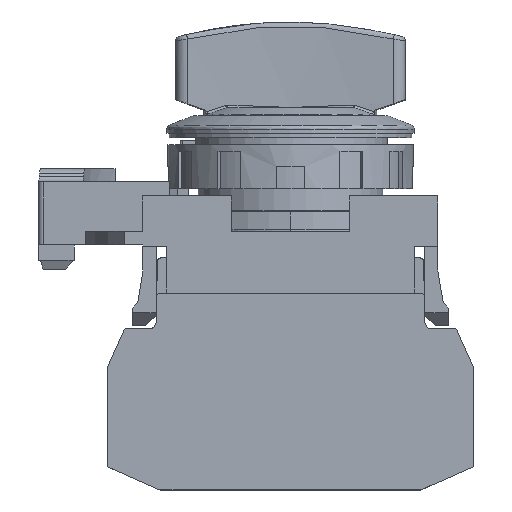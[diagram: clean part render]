
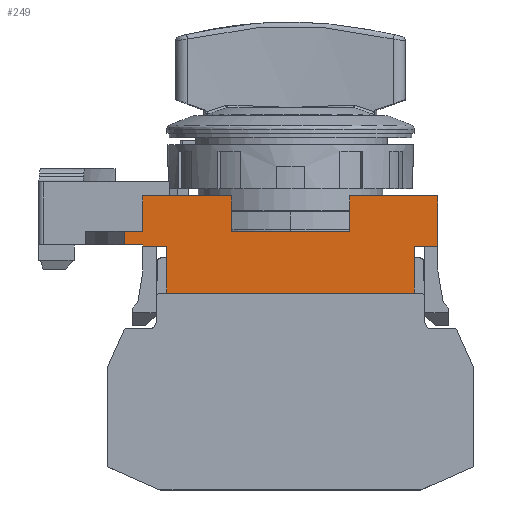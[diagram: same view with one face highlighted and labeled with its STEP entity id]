
A CAD part, left-side view. The second image highlights one B-rep face of the part: STEP entity #249.
In plain terms, the highlighted planar face has unit normal (-1, 0, 0).
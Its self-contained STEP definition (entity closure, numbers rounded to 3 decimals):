
#131 = LINE ( 'NONE', #6273, #10759 ) ;
#249 = ADVANCED_FACE ( 'NONE', ( #12858 ), #19023, .F. ) ;
#263 = CARTESIAN_POINT ( 'NONE',  ( -14.9, -6.7, 7. ) ) ;
#514 = CARTESIAN_POINT ( 'NONE',  ( -14.9, 1.057, 5.5 ) ) ;
#612 = LINE ( 'NONE', #6760, #9336 ) ;
#807 = CARTESIAN_POINT ( 'NONE',  ( -14.9, -16.7, 5.5 ) ) ;
#1279 = LINE ( 'NONE', #7425, #18562 ) ;
#1285 = CARTESIAN_POINT ( 'NONE',  ( -14.9, -6.7, 5.5 ) ) ;
#1898 = VECTOR ( 'NONE', #19664, 1000. ) ;
#1950 = ORIENTED_EDGE ( 'NONE', *, *, #17283, .T. ) ;
#1979 = DIRECTION ( 'NONE',  ( 0., 1., 0. ) ) ;
#2101 = VERTEX_POINT ( 'NONE', #13725 ) ;
#2262 = ORIENTED_EDGE ( 'NONE', *, *, #13087, .F. ) ;
#2311 = CARTESIAN_POINT ( 'NONE',  ( -14.9, -14., 5.3 ) ) ;
#2335 = VERTEX_POINT ( 'NONE', #16149 ) ;
#2336 = VERTEX_POINT ( 'NONE', #2311 ) ;
#2474 = EDGE_CURVE ( 'NONE', #17427, #2901, #15122, .T. ) ;
#2517 = EDGE_CURVE ( 'NONE', #5119, #17427, #2997, .T. ) ;
#2685 = VECTOR ( 'NONE', #6659, 1000. ) ;
#2712 = CARTESIAN_POINT ( 'NONE',  ( -14.9, 14., 0. ) ) ;
#2901 = VERTEX_POINT ( 'NONE', #15350 ) ;
#2997 = LINE ( 'NONE', #9148, #15199 ) ;
#3396 = ORIENTED_EDGE ( 'NONE', *, *, #9408, .F. ) ;
#3549 = VECTOR ( 'NONE', #17076, 1000. ) ;
#3614 = CARTESIAN_POINT ( 'NONE',  ( -14.9, 14., 5.5 ) ) ;
#3707 = CARTESIAN_POINT ( 'NONE',  ( -14.9, -14., 2.65 ) ) ;
#3785 = LINE ( 'NONE', #9927, #16656 ) ;
#3953 = CARTESIAN_POINT ( 'NONE',  ( -14.9, 16.7, 5.5 ) ) ;
#4064 = CARTESIAN_POINT ( 'NONE',  ( -14.9, -16.7, 11. ) ) ;
#4157 = ORIENTED_EDGE ( 'NONE', *, *, #10841, .F. ) ;
#4228 = VECTOR ( 'NONE', #9762, 1000. ) ;
#4243 = CARTESIAN_POINT ( 'NONE',  ( -14.9, 6.7, 7. ) ) ;
#4620 = EDGE_CURVE ( 'NONE', #15896, #2336, #9649, .T. ) ;
#4638 = ORIENTED_EDGE ( 'NONE', *, *, #14214, .T. ) ;
#4743 = DIRECTION ( 'NONE',  ( 0., 0., 1. ) ) ;
#4760 = LINE ( 'NONE', #10904, #3549 ) ;
#4871 = ORIENTED_EDGE ( 'NONE', *, *, #16729, .F. ) ;
#4876 = VECTOR ( 'NONE', #7431, 1000. ) ;
#5119 = VERTEX_POINT ( 'NONE', #4243 ) ;
#5183 = CARTESIAN_POINT ( 'NONE',  ( -14.9, -16.7, 0. ) ) ;
#5415 = DIRECTION ( 'NONE',  ( 0., -1., 0. ) ) ;
#5425 = DIRECTION ( 'NONE',  ( 0., 1., 0. ) ) ;
#5442 = EDGE_CURVE ( 'NONE', #2101, #16120, #13108, .T. ) ;
#6273 = CARTESIAN_POINT ( 'NONE',  ( -14.9, 18.815, 6.25 ) ) ;
#6612 = ORIENTED_EDGE ( 'NONE', *, *, #7235, .T. ) ;
#6659 = DIRECTION ( 'NONE',  ( 0., 1., 0. ) ) ;
#6760 = CARTESIAN_POINT ( 'NONE',  ( -14.9, 1.057, 11. ) ) ;
#6958 = DIRECTION ( 'NONE',  ( 0., 0., -1. ) ) ;
#7235 = EDGE_CURVE ( 'NONE', #17648, #2336, #17530, .T. ) ;
#7339 = LINE ( 'NONE', #13504, #1898 ) ;
#7425 = CARTESIAN_POINT ( 'NONE',  ( -14.9, 0., 0. ) ) ;
#7431 = DIRECTION ( 'NONE',  ( 0., 0., 1. ) ) ;
#8210 = EDGE_CURVE ( 'NONE', #15562, #8350, #7339, .T. ) ;
#8350 = VERTEX_POINT ( 'NONE', #17875 ) ;
#9115 = VECTOR ( 'NONE', #1979, 1000. ) ;
#9148 = CARTESIAN_POINT ( 'NONE',  ( -14.9, 1.057, 7. ) ) ;
#9168 = CARTESIAN_POINT ( 'NONE',  ( -14.9, 6.7, 11. ) ) ;
#9202 = VECTOR ( 'NONE', #5415, 1000. ) ;
#9268 = EDGE_CURVE ( 'NONE', #8350, #2335, #4760, .T. ) ;
#9336 = VECTOR ( 'NONE', #12916, 1000. ) ;
#9363 = ORIENTED_EDGE ( 'NONE', *, *, #19521, .F. ) ;
#9408 = EDGE_CURVE ( 'NONE', #2901, #12773, #612, .T. ) ;
#9649 = LINE ( 'NONE', #15818, #9115 ) ;
#9762 = DIRECTION ( 'NONE',  ( 0., 0., 1. ) ) ;
#9779 = ORIENTED_EDGE ( 'NONE', *, *, #5442, .F. ) ;
#9849 = DIRECTION ( 'NONE',  ( 0., 0., 1. ) ) ;
#9927 = CARTESIAN_POINT ( 'NONE',  ( -14.9, 6.7, 5.5 ) ) ;
#10065 = CARTESIAN_POINT ( 'NONE',  ( -14.9, -16.7, 5.3 ) ) ;
#10478 = VECTOR ( 'NONE', #9849, 1000. ) ;
#10759 = VECTOR ( 'NONE', #12442, 1000. ) ;
#10841 = EDGE_CURVE ( 'NONE', #13232, #2101, #17442, .T. ) ;
#10904 = CARTESIAN_POINT ( 'NONE',  ( -14.9, 16.7, 5.5 ) ) ;
#11032 = ORIENTED_EDGE ( 'NONE', *, *, #12089, .F. ) ;
#11329 = DIRECTION ( 'NONE',  ( 1., 0., 0. ) ) ;
#11805 = VERTEX_POINT ( 'NONE', #15262 ) ;
#11933 = ORIENTED_EDGE ( 'NONE', *, *, #2517, .F. ) ;
#12089 = EDGE_CURVE ( 'NONE', #12773, #15896, #14640, .T. ) ;
#12411 = LINE ( 'NONE', #18583, #16377 ) ;
#12442 = DIRECTION ( 'NONE',  ( 0., 0., -1. ) ) ;
#12474 = CARTESIAN_POINT ( 'NONE',  ( -14.9, 16.7, 5.3 ) ) ;
#12695 = VECTOR ( 'NONE', #5425, 1000. ) ;
#12773 = VERTEX_POINT ( 'NONE', #4064 ) ;
#12858 = FACE_OUTER_BOUND ( 'NONE', #13682, .T. ) ;
#12916 = DIRECTION ( 'NONE',  ( 0., -1., 0. ) ) ;
#13087 = EDGE_CURVE ( 'NONE', #19320, #11805, #14343, .T. ) ;
#13096 = LINE ( 'NONE', #19265, #9202 ) ;
#13108 = LINE ( 'NONE', #19277, #12695 ) ;
#13232 = VERTEX_POINT ( 'NONE', #2712 ) ;
#13375 = CARTESIAN_POINT ( 'NONE',  ( -14.9, -14., 0. ) ) ;
#13418 = CARTESIAN_POINT ( 'NONE',  ( -14.9, 18.815, 7. ) ) ;
#13444 = ORIENTED_EDGE ( 'NONE', *, *, #17134, .F. ) ;
#13471 = ORIENTED_EDGE ( 'NONE', *, *, #2474, .F. ) ;
#13504 = CARTESIAN_POINT ( 'NONE',  ( -14.9, 1.057, 7. ) ) ;
#13589 = DIRECTION ( 'NONE',  ( 0., -1., 0. ) ) ;
#13682 = EDGE_LOOP ( 'NONE', ( #11032, #3396, #13471, #11933, #4871, #13444, #16578, #18777, #4638, #2262, #9363, #9779, #4157, #1950, #6612, #16704 ) ) ;
#13725 = CARTESIAN_POINT ( 'NONE',  ( -14.9, 14., 5.3 ) ) ;
#14214 = EDGE_CURVE ( 'NONE', #15562, #11805, #131, .T. ) ;
#14343 = LINE ( 'NONE', #514, #2685 ) ;
#14640 = LINE ( 'NONE', #807, #14911 ) ;
#14911 = VECTOR ( 'NONE', #6958, 1000. ) ;
#15122 = LINE ( 'NONE', #1285, #4876 ) ;
#15199 = VECTOR ( 'NONE', #15326, 1000. ) ;
#15262 = CARTESIAN_POINT ( 'NONE',  ( -14.9, 18.815, 5.5 ) ) ;
#15326 = DIRECTION ( 'NONE',  ( 0., -1., 0. ) ) ;
#15350 = CARTESIAN_POINT ( 'NONE',  ( -14.9, -6.7, 11. ) ) ;
#15562 = VERTEX_POINT ( 'NONE', #13418 ) ;
#15818 = CARTESIAN_POINT ( 'NONE',  ( -14.9, 1.057, 5.3 ) ) ;
#15896 = VERTEX_POINT ( 'NONE', #10065 ) ;
#16006 = AXIS2_PLACEMENT_3D ( 'NONE', #5183, #11329, #17510 ) ;
#16099 = DIRECTION ( 'NONE',  ( 0., 0., -1. ) ) ;
#16120 = VERTEX_POINT ( 'NONE', #12474 ) ;
#16149 = CARTESIAN_POINT ( 'NONE',  ( -14.9, 16.7, 11. ) ) ;
#16377 = VECTOR ( 'NONE', #4743, 1000. ) ;
#16578 = ORIENTED_EDGE ( 'NONE', *, *, #9268, .F. ) ;
#16656 = VECTOR ( 'NONE', #16099, 1000. ) ;
#16704 = ORIENTED_EDGE ( 'NONE', *, *, #4620, .F. ) ;
#16729 = EDGE_CURVE ( 'NONE', #18567, #5119, #3785, .T. ) ;
#17076 = DIRECTION ( 'NONE',  ( 0., 0., 1. ) ) ;
#17134 = EDGE_CURVE ( 'NONE', #2335, #18567, #13096, .T. ) ;
#17283 = EDGE_CURVE ( 'NONE', #13232, #17648, #1279, .T. ) ;
#17427 = VERTEX_POINT ( 'NONE', #263 ) ;
#17442 = LINE ( 'NONE', #3614, #4228 ) ;
#17510 = DIRECTION ( 'NONE',  ( 0., 1., 0. ) ) ;
#17530 = LINE ( 'NONE', #3707, #10478 ) ;
#17648 = VERTEX_POINT ( 'NONE', #13375 ) ;
#17875 = CARTESIAN_POINT ( 'NONE',  ( -14.9, 16.7, 7. ) ) ;
#18562 = VECTOR ( 'NONE', #13589, 1000. ) ;
#18567 = VERTEX_POINT ( 'NONE', #9168 ) ;
#18583 = CARTESIAN_POINT ( 'NONE',  ( -14.9, 16.7, 4. ) ) ;
#18777 = ORIENTED_EDGE ( 'NONE', *, *, #8210, .F. ) ;
#19023 = PLANE ( 'NONE',  #16006 ) ;
#19265 = CARTESIAN_POINT ( 'NONE',  ( -14.9, 1.057, 11. ) ) ;
#19277 = CARTESIAN_POINT ( 'NONE',  ( -14.9, 1.057, 5.3 ) ) ;
#19320 = VERTEX_POINT ( 'NONE', #3953 ) ;
#19521 = EDGE_CURVE ( 'NONE', #16120, #19320, #12411, .T. ) ;
#19664 = DIRECTION ( 'NONE',  ( 0., -1., 0. ) ) ;
